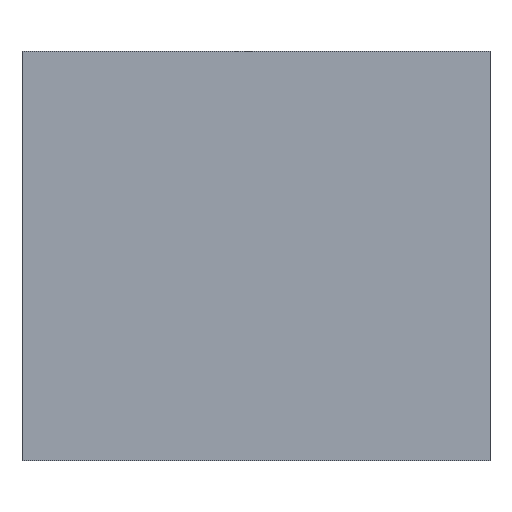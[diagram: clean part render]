
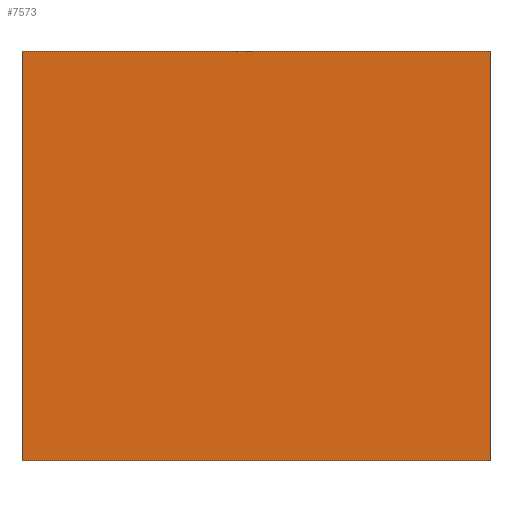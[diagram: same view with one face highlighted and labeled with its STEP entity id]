
A CAD part, left-side view. The second image highlights one B-rep face of the part: STEP entity #7573.
In plain terms, the highlighted planar face has unit normal (-1, 0, 0).
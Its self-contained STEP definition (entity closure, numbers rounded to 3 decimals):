
#824=FACE_OUTER_BOUND('',#1259,.T.);
#1259=EDGE_LOOP('',(#6594,#6595,#6596,#6597));
#1613=LINE('',#11387,#2391);
#2023=LINE('',#12523,#2801);
#2045=LINE('',#12674,#2823);
#2046=LINE('',#12675,#2824);
#2391=VECTOR('',#8563,10.);
#2801=VECTOR('',#9455,10.);
#2823=VECTOR('',#9625,10.);
#2824=VECTOR('',#9626,10.);
#3136=VERTEX_POINT('',#11380);
#3139=VERTEX_POINT('',#11385);
#3482=VERTEX_POINT('',#12521);
#3537=VERTEX_POINT('',#12673);
#4004=EDGE_CURVE('',#3136,#3139,#1613,.T.);
#4495=EDGE_CURVE('',#3482,#3139,#2023,.T.);
#4564=EDGE_CURVE('',#3537,#3136,#2045,.T.);
#4565=EDGE_CURVE('',#3537,#3482,#2046,.T.);
#6594=ORIENTED_EDGE('',*,*,#4564,.T.);
#6595=ORIENTED_EDGE('',*,*,#4004,.T.);
#6596=ORIENTED_EDGE('',*,*,#4495,.F.);
#6597=ORIENTED_EDGE('',*,*,#4565,.F.);
#6886=PLANE('',#8009);
#7573=ADVANCED_FACE('',(#824),#6886,.T.);
#8009=AXIS2_PLACEMENT_3D('',#12672,#9623,#9624);
#8563=DIRECTION('',(0.,0.,1.));
#9455=DIRECTION('',(0.,-1.,0.));
#9623=DIRECTION('center_axis',(-1.,0.,0.));
#9624=DIRECTION('ref_axis',(0.,-1.,0.));
#9625=DIRECTION('',(0.,-1.,0.));
#9626=DIRECTION('',(0.,0.,1.));
#11380=CARTESIAN_POINT('',(0.,0.,0.));
#11385=CARTESIAN_POINT('',(0.,0.,44.45));
#11387=CARTESIAN_POINT('',(0.,0.,0.));
#12521=CARTESIAN_POINT('',(0.,50.8,44.45));
#12523=CARTESIAN_POINT('',(0.,50.8,44.45));
#12672=CARTESIAN_POINT('Origin',(0.,50.8,0.));
#12673=CARTESIAN_POINT('',(0.,50.8,0.));
#12674=CARTESIAN_POINT('',(0.,50.8,0.));
#12675=CARTESIAN_POINT('',(0.,50.8,0.));
